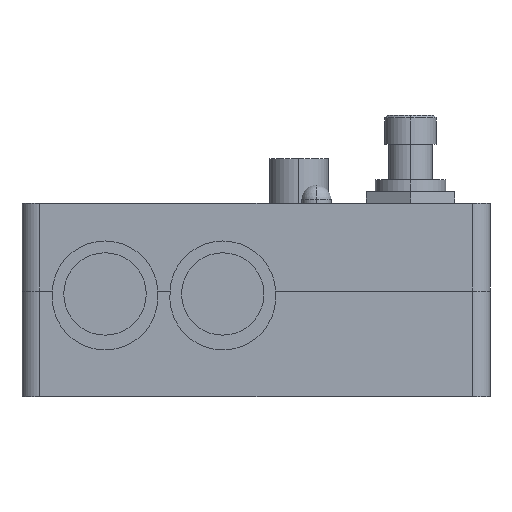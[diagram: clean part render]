
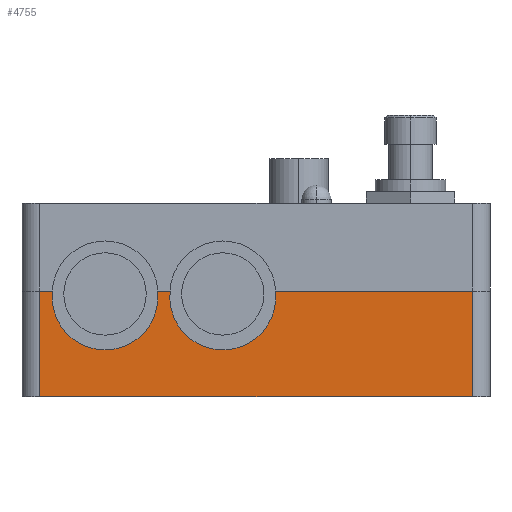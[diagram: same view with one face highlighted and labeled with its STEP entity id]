
A CAD part, left-side view. The second image highlights one B-rep face of the part: STEP entity #4755.
In plain terms, the highlighted planar face has unit normal (-1, 0, 0).
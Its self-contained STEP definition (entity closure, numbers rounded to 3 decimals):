
#2990=DIRECTION('',(0.,1.,0.));
#2991=VECTOR('',#2990,2.111);
#2992=CARTESIAN_POINT('',(-3.5,22.341,12.));
#2993=LINE('',#2992,#2991);
#3019=DIRECTION('',(0.,1.,0.));
#3020=VECTOR('',#3019,2.159);
#3021=CARTESIAN_POINT('',(-3.5,42.341,12.));
#3022=LINE('',#3021,#3020);
#3028=DIRECTION('',(0.,1.,0.));
#3029=VECTOR('',#3028,33.452);
#3030=CARTESIAN_POINT('',(-3.5,-29.,12.));
#3031=LINE('',#3030,#3029);
#3354=CARTESIAN_POINT('',(-3.5,33.396,11.));
#3355=DIRECTION('',(1.,0.,0.));
#3356=DIRECTION('',(0.,-0.994,0.111));
#3357=AXIS2_PLACEMENT_3D('',#3354,#3355,#3356);
#3364=DIRECTION('',(0.,0.,1.));
#3365=VECTOR('',#3364,18.);
#3366=CARTESIAN_POINT('',(-3.5,44.5,-6.));
#3367=LINE('',#3366,#3365);
#3368=DIRECTION('',(0.,0.,1.));
#3369=VECTOR('',#3368,18.);
#3370=CARTESIAN_POINT('',(-3.5,-29.,-6.));
#3371=LINE('',#3370,#3369);
#3417=DIRECTION('',(0.,1.,0.));
#3418=VECTOR('',#3417,73.5);
#3419=CARTESIAN_POINT('',(-3.5,-29.,-6.));
#3420=LINE('',#3419,#3418);
#3856=CARTESIAN_POINT('',(-3.5,13.396,11.));
#3857=DIRECTION('',(1.,0.,0.));
#3858=DIRECTION('',(0.,-0.994,0.111));
#3859=AXIS2_PLACEMENT_3D('',#3856,#3857,#3858);
#3915=CARTESIAN_POINT('',(-3.5,24.452,12.));
#3917=VERTEX_POINT('',#3915);
#3919=CARTESIAN_POINT('',(-3.5,42.341,12.));
#3921=VERTEX_POINT('',#3919);
#3923=CARTESIAN_POINT('',(-3.5,4.452,12.));
#3925=VERTEX_POINT('',#3923);
#3927=CARTESIAN_POINT('',(-3.5,22.341,12.));
#3929=VERTEX_POINT('',#3927);
#4055=CARTESIAN_POINT('',(-3.5,44.5,12.));
#4057=VERTEX_POINT('',#4055);
#4058=CARTESIAN_POINT('',(-3.5,44.5,-6.));
#4059=VERTEX_POINT('',#4058);
#4062=CARTESIAN_POINT('',(-3.5,-29.,12.));
#4064=VERTEX_POINT('',#4062);
#4068=CARTESIAN_POINT('',(-3.5,-29.,-6.));
#4069=VERTEX_POINT('',#4068);
#4736=CARTESIAN_POINT('',(-3.5,-32.,12.));
#4737=DIRECTION('',(-1.,0.,0.));
#4738=DIRECTION('',(0.,1.,0.));
#4739=AXIS2_PLACEMENT_3D('',#4736,#4737,#4738);
#4740=PLANE('',#4739);
#4742=ORIENTED_EDGE('',*,*,#4741,.T.);
#4743=ORIENTED_EDGE('',*,*,#4219,.F.);
#4744=ORIENTED_EDGE('',*,*,#4728,.F.);
#4745=ORIENTED_EDGE('',*,*,#4197,.F.);
#4747=ORIENTED_EDGE('',*,*,#4746,.F.);
#4748=ORIENTED_EDGE('',*,*,#4231,.F.);
#4750=ORIENTED_EDGE('',*,*,#4749,.F.);
#4752=ORIENTED_EDGE('',*,*,#4751,.T.);
#4753=EDGE_LOOP('',(#4742,#4743,#4744,#4745,#4747,#4748,#4750,#4752));
#4754=FACE_OUTER_BOUND('',#4753,.F.);
#4755=ADVANCED_FACE('',(#4754),#4740,.T.);
#3358=CIRCLE('',#3357,9.);
#3860=CIRCLE('',#3859,9.);
#4197=EDGE_CURVE('',#3929,#3917,#2993,.T.);
#4219=EDGE_CURVE('',#3921,#4057,#3022,.T.);
#4231=EDGE_CURVE('',#4064,#3925,#3031,.T.);
#4728=EDGE_CURVE('',#3917,#3921,#3358,.T.);
#4741=EDGE_CURVE('',#4059,#4057,#3367,.T.);
#4746=EDGE_CURVE('',#3925,#3929,#3860,.T.);
#4749=EDGE_CURVE('',#4069,#4064,#3371,.T.);
#4751=EDGE_CURVE('',#4069,#4059,#3420,.T.);
